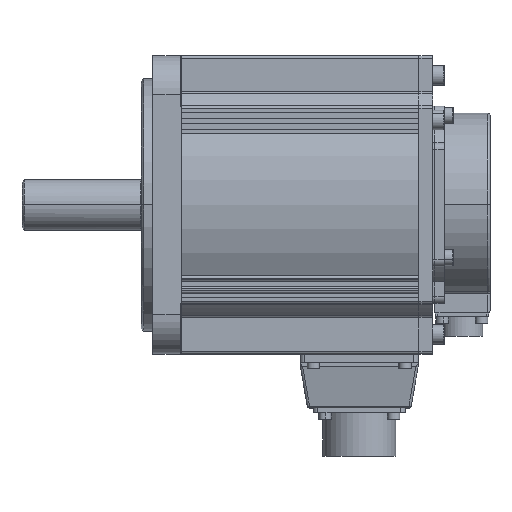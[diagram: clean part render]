
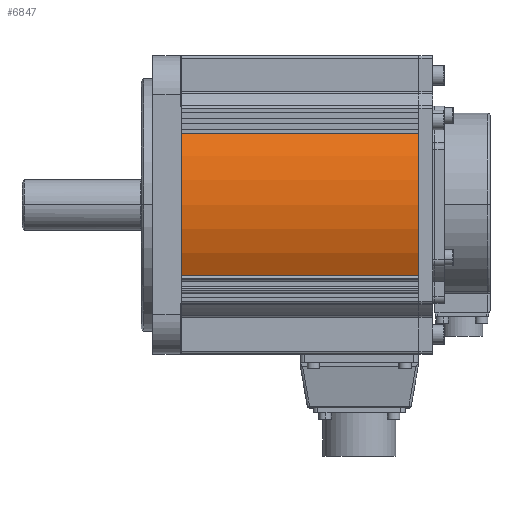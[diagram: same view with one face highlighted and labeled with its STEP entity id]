
A CAD part, top view. The second image highlights one B-rep face of the part: STEP entity #6847.
In plain terms, the highlighted cylindrical face has radius 65 mm (diameter 130 mm), a partial arc.
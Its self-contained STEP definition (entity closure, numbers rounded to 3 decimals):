
#893 = VERTEX_POINT ( 'NONE', #13929 ) ;
#1009 = AXIS2_PLACEMENT_3D ( 'NONE', #1774, #10746, #19905 ) ;
#1162 = EDGE_CURVE ( 'NONE', #12198, #15189, #9779, .T. ) ;
#1467 = EDGE_CURVE ( 'NONE', #12198, #893, #5539, .T. ) ;
#1774 = CARTESIAN_POINT ( 'NONE',  ( 67.7, 0., 0. ) ) ;
#2872 = LINE ( 'NONE', #18232, #13015 ) ;
#3498 = AXIS2_PLACEMENT_3D ( 'NONE', #5649, #5568, #5806 ) ;
#3532 = DIRECTION ( 'NONE',  ( 0., 1., 0. ) ) ;
#4383 = ORIENTED_EDGE ( 'NONE', *, *, #5641, .F. ) ;
#5539 = CIRCLE ( 'NONE', #9865, 65. ) ;
#5568 = DIRECTION ( 'NONE',  ( -1., 0., 0. ) ) ;
#5641 = EDGE_CURVE ( 'NONE', #893, #22926, #2872, .T. ) ;
#5649 = CARTESIAN_POINT ( 'NONE',  ( 171.2, 0., 0. ) ) ;
#5806 = DIRECTION ( 'NONE',  ( 0., -1., 0. ) ) ;
#6537 = ORIENTED_EDGE ( 'NONE', *, *, #19702, .T. ) ;
#6847 = ADVANCED_FACE ( 'NONE', ( #21688 ), #9537, .T. ) ;
#8284 = CIRCLE ( 'NONE', #1009, 65. ) ;
#9049 = DIRECTION ( 'NONE',  ( -1., 0., 0. ) ) ;
#9341 = ORIENTED_EDGE ( 'NONE', *, *, #1162, .T. ) ;
#9537 = CYLINDRICAL_SURFACE ( 'NONE', #3498, 65. ) ;
#9737 = CARTESIAN_POINT ( 'NONE',  ( 171.2, 0., 0. ) ) ;
#9779 = LINE ( 'NONE', #18124, #10603 ) ;
#9865 = AXIS2_PLACEMENT_3D ( 'NONE', #9737, #17959, #3532 ) ;
#10603 = VECTOR ( 'NONE', #12847, 1000. ) ;
#10647 = CARTESIAN_POINT ( 'NONE',  ( 67.7, 31., 57.131 ) ) ;
#10746 = DIRECTION ( 'NONE',  ( 1., 0., 0. ) ) ;
#12198 = VERTEX_POINT ( 'NONE', #17156 ) ;
#12847 = DIRECTION ( 'NONE',  ( -1., 0., 0. ) ) ;
#13015 = VECTOR ( 'NONE', #9049, 1000. ) ;
#13500 = ORIENTED_EDGE ( 'NONE', *, *, #1467, .F. ) ;
#13929 = CARTESIAN_POINT ( 'NONE',  ( 171.2, -31., 57.131 ) ) ;
#15189 = VERTEX_POINT ( 'NONE', #10647 ) ;
#17156 = CARTESIAN_POINT ( 'NONE',  ( 171.2, 31., 57.131 ) ) ;
#17234 = EDGE_LOOP ( 'NONE', ( #6537, #4383, #13500, #9341 ) ) ;
#17959 = DIRECTION ( 'NONE',  ( 1., 0., 0. ) ) ;
#18124 = CARTESIAN_POINT ( 'NONE',  ( 171.2, 31., 57.131 ) ) ;
#18232 = CARTESIAN_POINT ( 'NONE',  ( 171.2, -31., 57.131 ) ) ;
#18673 = CARTESIAN_POINT ( 'NONE',  ( 67.7, -31., 57.131 ) ) ;
#19702 = EDGE_CURVE ( 'NONE', #15189, #22926, #8284, .T. ) ;
#19905 = DIRECTION ( 'NONE',  ( 0., 1., 0. ) ) ;
#21688 = FACE_OUTER_BOUND ( 'NONE', #17234, .T. ) ;
#22926 = VERTEX_POINT ( 'NONE', #18673 ) ;
